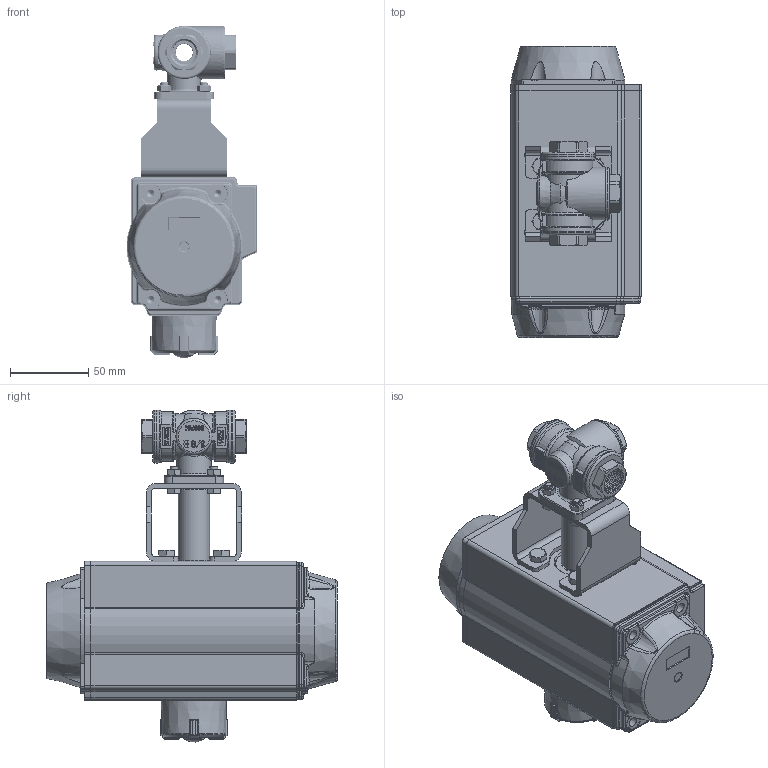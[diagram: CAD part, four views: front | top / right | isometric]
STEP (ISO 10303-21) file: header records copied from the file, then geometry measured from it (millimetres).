
FILE_DESCRIPTION(/* description */ ('Unknown'),/* implementation_level */ '2;1');
FILE_NAME(/* name */ 'PE02 0837_0838-03',/* time_stamp */ '2025-03-24T12:52:37+01:00',/* author */ ('Unknown'),/* organization */ ('Unknown'),/* preprocessor_version */ 'ST-DEVELOPER v19.4',/* originating_system */ 'Solid Edge',/* authorisation */ 'Unknown');
FILE_SCHEMA (('TECHNICAL_DATA_PACKAGING','AUTOMOTIVE_DESIGN {1 0 10303 214 3 1 1}'));
Products named in the file (20): PE02 0837_0838-03; 2.330_335.012; 002; 001; 005; 49860201_Spindeladapter Edelstahl_SW14x14x15_Tasche 9x9x10,5_BL 61,5_
ø20; 49899004_Brücke F05_F03 Höhe 50; DIN 933 M5x14 A2-70 BLK_EDST; WUERTH 03225 hexagonal nut DIN 934  M5 A2 BLK_EDST; DIN 933 M6x16 A2-70 BLK_EDST; PD03_PE02; vt65-2016-06-25; Optische Anzeige; ______; ________(___________; cup head nib bolts with large head gb_GB_FASTENER_BOLT_CHNBW M6X25-N; ____65______ ______; VT65_____________MIR; zhou65; VTE65____
Assembly tree (32 placements, depth 4):
  PE02 0837_0838-03
    2.330_335.012
      002  x3
      001
      005
    49860201_Spindeladapter Edelstahl_SW14x14x15_Tasche 9x9x10,5_BL 61,5_
ø20
    49899004_Brücke F05_F03 Höhe 50
    DIN 933 M5x14 A2-70 BLK_EDST  x3
    WUERTH 03225 hexagonal nut DIN 934  M5 A2 BLK_EDST  x3
    DIN 933 M6x16 A2-70 BLK_EDST  x4
    PD03_PE02
      vt65-2016-06-25
      Optische Anzeige
        ______
        ________(___________  x4
        cup head nib bolts with large head gb_GB_FASTENER_BOLT_CHNBW M6X25-N
      ____65______ ______  x2
      VT65_____________MIR
      zhou65
      VTE65____
Bounding box: 83.89 x 186.5 x 212.81 mm (x, y, z)
Volume: 775286.2 mm3; surface area: 263950.3 mm2
Topology: 29 solids, 29 shells, 3122 faces, 7931 edges, 4994 vertices
Faces by surface type: plane 1144, cylinder 891, bspline 544, torus 298, cone 210, sphere 35
Full cylindrical faces by diameter (mm): 3 x16, 3.3 x8, 4.134 x11, 4.2 x1, 4.66 x1, 4.917 x15, 5 x4, 6 x12, 6.2 x1, 6.5 x4, 6.647 x4, 7 x4, 8 x5, 10 x12, 10.5 x1, 11 x8, 11.4 x1, 11.445 x2, 12 x1, 12.5 x2, 12.9 x1, 13 x3, 13.5 x1, 14 x5, 15 x1, 15.1 x30, 16.2 x18, 17 x2, 19 x4, 20 x3
Entity records: 94624 total; most frequent: CARTESIAN_POINT 41979, ORIENTED_EDGE 11224, DIRECTION 9495, EDGE_CURVE 5612, VERTEX_POINT 3777, AXIS2_PLACEMENT_3D 3524, FACE_BOUND 2891, EDGE_LOOP 2866
